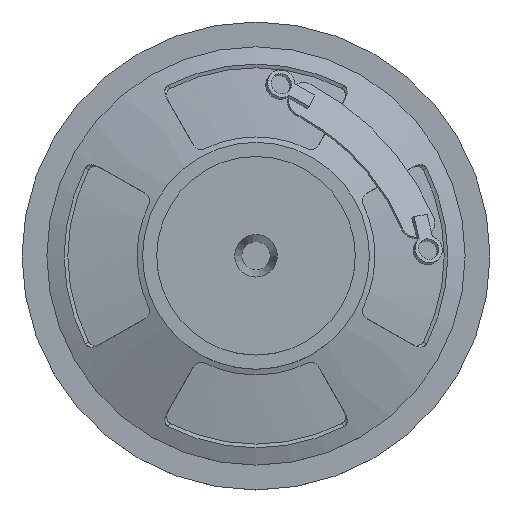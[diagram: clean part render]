
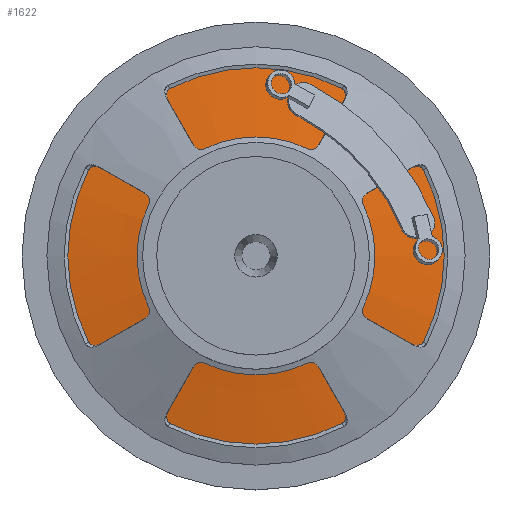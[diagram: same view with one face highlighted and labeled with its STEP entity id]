
A CAD part, top view. The second image highlights one B-rep face of the part: STEP entity #1622.
In plain terms, the highlighted conical face has half-angle 80.815 degrees and reference radius 14.533 mm.
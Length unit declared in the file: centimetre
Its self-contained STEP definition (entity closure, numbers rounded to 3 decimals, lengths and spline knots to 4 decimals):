
#704=VERTEX_LOOP('',#760);
#760=VERTEX_POINT('',#1843);
#761=VERTEX_POINT('',#1845);
#876=CIRCLE('',#1708,2.9);
#932=EDGE_CURVE('',#761,#761,#876,.T.);
#1094=ORIENTED_EDGE('',*,*,#932,.F.);
#1410=EDGE_LOOP('',(#1094));
#1518=FACE_BOUND('',#704,.T.);
#1519=FACE_BOUND('',#1410,.T.);
#1622=ADVANCED_FACE('',(#1518,#1519),#6109,.T.);
#1707=AXIS2_PLACEMENT_3D('',#1842,#5873,#5874);
#1708=AXIS2_PLACEMENT_3D('',#1844,#5875,#5876);
#1842=CARTESIAN_POINT('',(0.,0.,-0.5978));
#1843=CARTESIAN_POINT('',(0.,0.,-0.3628));
#1844=CARTESIAN_POINT('',(0.,0.,-0.8318));
#1845=CARTESIAN_POINT('',(-2.9,0.,-0.8318));
#5873=DIRECTION('',(0.,0.,-1.));
#5874=DIRECTION('',(-1.453,0.,0.));
#5875=DIRECTION('',(0.,0.,-1.));
#5876=DIRECTION('',(2.9,0.,0.));
#6109=CONICAL_SURFACE('',#1707,1.4533,1.41);
